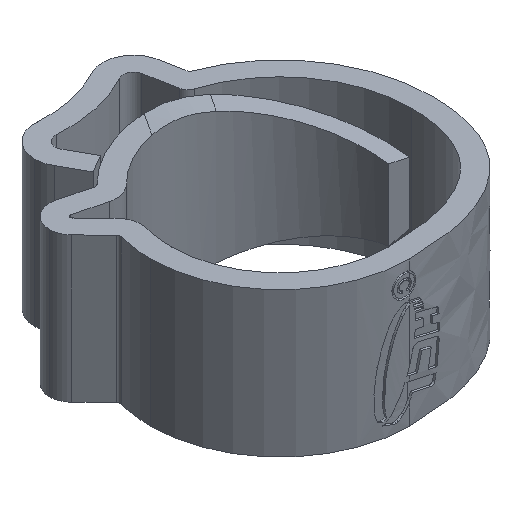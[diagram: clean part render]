
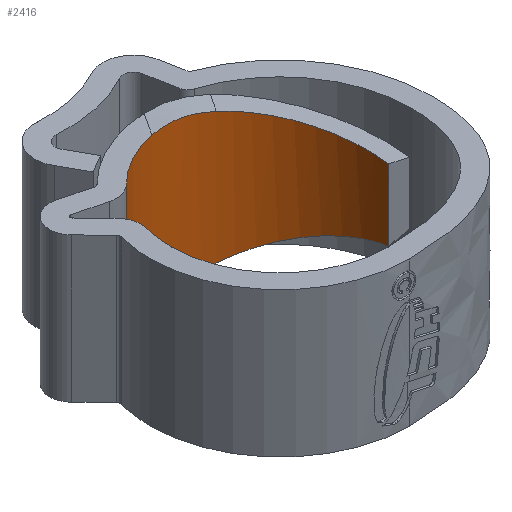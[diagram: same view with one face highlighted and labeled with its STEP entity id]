
A CAD part, isometric view. The second image highlights one B-rep face of the part: STEP entity #2416.
In plain terms, the highlighted cylindrical face has radius 5.25 mm (diameter 10.5 mm), a partial arc.
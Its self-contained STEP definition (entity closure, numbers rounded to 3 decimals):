
#21 = CARTESIAN_POINT ( 'NONE',  ( -0.071, 5.273, -3.482 ) ) ;
#80 = CARTESIAN_POINT ( 'NONE',  ( -1.047, 5.145, -3.5 ) ) ;
#188 = CARTESIAN_POINT ( 'NONE',  ( 5.25, 2.264, 2.045 ) ) ;
#198 = CARTESIAN_POINT ( 'NONE',  ( -3.712, 3.712, 3.5 ) ) ;
#207 = ORIENTED_EDGE ( 'NONE', *, *, #2163, .F. ) ;
#281 =( BOUNDED_CURVE ( )  B_SPLINE_CURVE ( 3, ( #4825, #1519, #942, #3261 ),
 .UNSPECIFIED., .F., .F. ) 
 B_SPLINE_CURVE_WITH_KNOTS ( ( 4, 4 ),
 ( 1.346, 2.559 ),
 .UNSPECIFIED. ) 
 CURVE ( )  GEOMETRIC_REPRESENTATION_ITEM ( )  RATIONAL_B_SPLINE_CURVE ( ( 1., 0.881, 0.881, 1. ) ) 
 REPRESENTATION_ITEM ( '' )  );
#336 = CARTESIAN_POINT ( 'NONE',  ( -0.803, 5.194, 3.5 ) ) ;
#455 = VECTOR ( 'NONE', #7076, 1000. ) ;
#475 = VERTEX_POINT ( 'NONE', #198 ) ;
#744 = EDGE_CURVE ( 'NONE', #2113, #4041, #6529, .T. ) ;
#942 = CARTESIAN_POINT ( 'NONE',  ( 5.25, 2.264, -2.045 ) ) ;
#1126 = CARTESIAN_POINT ( 'NONE',  ( 0.908, 5.177, -3.371 ) ) ;
#1191 = EDGE_CURVE ( 'NONE', #4041, #3694, #1545, .T. ) ;
#1337 = EDGE_LOOP ( 'NONE', ( #207, #2781, #2210, #4052, #1903, #1983, #2281, #4549 ) ) ;
#1349 = DIRECTION ( 'NONE',  ( 1., 0., 0. ) ) ;
#1519 = CARTESIAN_POINT ( 'NONE',  ( 3.959, 4.125, -2.596 ) ) ;
#1545 = B_SPLINE_CURVE_WITH_KNOTS ( 'NONE', 3,
 ( #3646, #2482, #6459, #5390, #4270, #3609, #336, #6974 ),
 .UNSPECIFIED., .F., .F.,
 ( 4, 2, 2, 4 ),
 ( 0., 0.001, 0.002, 0.003 ),
 .UNSPECIFIED. ) ;
#1797 = CARTESIAN_POINT ( 'NONE',  ( -3.712, 3.712, -3.5 ) ) ;
#1831 = VERTEX_POINT ( 'NONE', #1797 ) ;
#1852 = CARTESIAN_POINT ( 'NONE',  ( -1.047, 5.145, -3.5 ) ) ;
#1903 = ORIENTED_EDGE ( 'NONE', *, *, #744, .T. ) ;
#1983 = ORIENTED_EDGE ( 'NONE', *, *, #1191, .T. ) ;
#2076 = CARTESIAN_POINT ( 'NONE',  ( 5.25, 0., -1.719 ) ) ;
#2113 = VERTEX_POINT ( 'NONE', #2319 ) ;
#2163 = EDGE_CURVE ( 'NONE', #3059, #1831, #5439, .T. ) ;
#2210 = ORIENTED_EDGE ( 'NONE', *, *, #6835, .T. ) ;
#2236 = B_SPLINE_CURVE_WITH_KNOTS ( 'NONE', 3,
 ( #1852, #4064, #21, #3336, #1126, #6700, #6217, #5039 ),
 .UNSPECIFIED., .F., .F.,
 ( 4, 2, 2, 4 ),
 ( 0., 0.001, 0.002, 0.003 ),
 .UNSPECIFIED. ) ;
#2281 = ORIENTED_EDGE ( 'NONE', *, *, #6175, .T. ) ;
#2319 = CARTESIAN_POINT ( 'NONE',  ( 5.25, 0., 1.719 ) ) ;
#2416 = ADVANCED_FACE ( 'NONE', ( #6825 ), #2448, .F. ) ;
#2448 = CYLINDRICAL_SURFACE ( 'NONE', #3115, 5.25 ) ;
#2482 = CARTESIAN_POINT ( 'NONE',  ( 1.387, 5.086, 3.297 ) ) ;
#2759 = AXIS2_PLACEMENT_3D ( 'NONE', #2869, #4620, #5082 ) ;
#2781 = ORIENTED_EDGE ( 'NONE', *, *, #6617, .T. ) ;
#2789 = CARTESIAN_POINT ( 'NONE',  ( -3.712, 3.712, 3.5 ) ) ;
#2869 = CARTESIAN_POINT ( 'NONE',  ( 0., 0., 3.5 ) ) ;
#2942 = DIRECTION ( 'NONE',  ( 0., 0., 1. ) ) ;
#3059 = VERTEX_POINT ( 'NONE', #80 ) ;
#3115 = AXIS2_PLACEMENT_3D ( 'NONE', #6757, #6866, #6313 ) ;
#3261 = CARTESIAN_POINT ( 'NONE',  ( 5.25, 0., -1.719 ) ) ;
#3336 = CARTESIAN_POINT ( 'NONE',  ( 0.664, 5.214, -3.405 ) ) ;
#3429 = CARTESIAN_POINT ( 'NONE',  ( 5.25, 0., 1.719 ) ) ;
#3609 = CARTESIAN_POINT ( 'NONE',  ( -0.559, 5.226, 3.495 ) ) ;
#3646 = CARTESIAN_POINT ( 'NONE',  ( 1.838, 4.918, 3.174 ) ) ;
#3694 = VERTEX_POINT ( 'NONE', #4942 ) ;
#3859 = LINE ( 'NONE', #4880, #455 ) ;
#3984 = CARTESIAN_POINT ( 'NONE',  ( 1.838, 4.918, 3.174 ) ) ;
#4041 = VERTEX_POINT ( 'NONE', #3984 ) ;
#4052 = ORIENTED_EDGE ( 'NONE', *, *, #5152, .F. ) ;
#4064 = CARTESIAN_POINT ( 'NONE',  ( -0.56, 5.244, -3.5 ) ) ;
#4114 = CARTESIAN_POINT ( 'NONE',  ( 0., 0., -3.5 ) ) ;
#4270 = CARTESIAN_POINT ( 'NONE',  ( -0.068, 5.255, 3.473 ) ) ;
#4437 = CARTESIAN_POINT ( 'NONE',  ( 1.838, 4.918, -3.174 ) ) ;
#4532 = DIRECTION ( 'NONE',  ( 0., 0., -1. ) ) ;
#4549 = ORIENTED_EDGE ( 'NONE', *, *, #7031, .T. ) ;
#4620 = DIRECTION ( 'NONE',  ( 0., 0., 1. ) ) ;
#4636 = VECTOR ( 'NONE', #4532, 1000. ) ;
#4825 = CARTESIAN_POINT ( 'NONE',  ( 1.838, 4.918, -3.174 ) ) ;
#4880 = CARTESIAN_POINT ( 'NONE',  ( 5.25, 0., 3.5 ) ) ;
#4942 = CARTESIAN_POINT ( 'NONE',  ( -1.047, 5.145, 3.5 ) ) ;
#5039 = CARTESIAN_POINT ( 'NONE',  ( 1.838, 4.918, -3.174 ) ) ;
#5082 = DIRECTION ( 'NONE',  ( 1., 0., 0. ) ) ;
#5152 = EDGE_CURVE ( 'NONE', #2113, #6127, #3859, .T. ) ;
#5220 = CARTESIAN_POINT ( 'NONE',  ( 1.838, 4.918, 3.174 ) ) ;
#5390 = CARTESIAN_POINT ( 'NONE',  ( 0.181, 5.253, 3.456 ) ) ;
#5439 = CIRCLE ( 'NONE', #5556, 5.25 ) ;
#5556 = AXIS2_PLACEMENT_3D ( 'NONE', #4114, #2942, #1349 ) ;
#5573 = VERTEX_POINT ( 'NONE', #4437 ) ;
#6127 = VERTEX_POINT ( 'NONE', #2076 ) ;
#6175 = EDGE_CURVE ( 'NONE', #3694, #475, #7189, .T. ) ;
#6217 = CARTESIAN_POINT ( 'NONE',  ( 1.613, 5.002, -3.235 ) ) ;
#6313 = DIRECTION ( 'NONE',  ( -1., 0., 0. ) ) ;
#6459 = CARTESIAN_POINT ( 'NONE',  ( 0.916, 5.193, 3.379 ) ) ;
#6529 =( BOUNDED_CURVE ( )  B_SPLINE_CURVE ( 3, ( #3429, #188, #6909, #5220 ),
 .UNSPECIFIED., .F., .F. ) 
 B_SPLINE_CURVE_WITH_KNOTS ( ( 4, 4 ),
 ( 0.583, 1.796 ),
 .UNSPECIFIED. ) 
 CURVE ( )  GEOMETRIC_REPRESENTATION_ITEM ( )  RATIONAL_B_SPLINE_CURVE ( ( 1., 0.881, 0.881, 1. ) ) 
 REPRESENTATION_ITEM ( '' )  );
#6617 = EDGE_CURVE ( 'NONE', #3059, #5573, #2236, .T. ) ;
#6700 = CARTESIAN_POINT ( 'NONE',  ( 1.381, 5.071, -3.287 ) ) ;
#6757 = CARTESIAN_POINT ( 'NONE',  ( 0., 0., 3.5 ) ) ;
#6798 = LINE ( 'NONE', #2789, #4636 ) ;
#6825 = FACE_OUTER_BOUND ( 'NONE', #1337, .T. ) ;
#6835 = EDGE_CURVE ( 'NONE', #5573, #6127, #281, .T. ) ;
#6866 = DIRECTION ( 'NONE',  ( 0., 0., -1. ) ) ;
#6909 = CARTESIAN_POINT ( 'NONE',  ( 3.959, 4.125, 2.596 ) ) ;
#6974 = CARTESIAN_POINT ( 'NONE',  ( -1.047, 5.145, 3.5 ) ) ;
#7031 = EDGE_CURVE ( 'NONE', #475, #1831, #6798, .T. ) ;
#7076 = DIRECTION ( 'NONE',  ( 0., 0., -1. ) ) ;
#7189 = CIRCLE ( 'NONE', #2759, 5.25 ) ;
